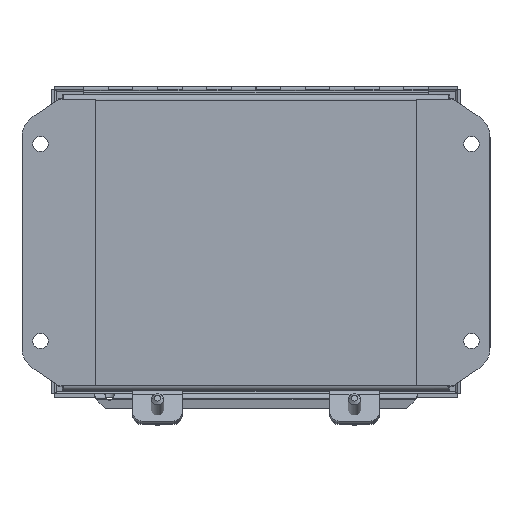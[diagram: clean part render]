
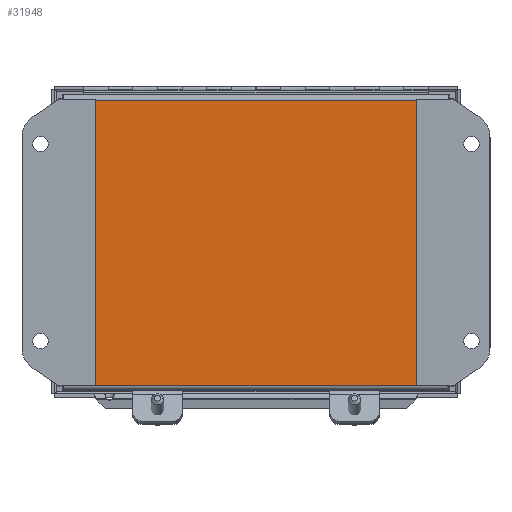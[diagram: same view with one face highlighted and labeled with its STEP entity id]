
A CAD part, left-side view. The second image highlights one B-rep face of the part: STEP entity #31948.
In plain terms, the highlighted face is planar.
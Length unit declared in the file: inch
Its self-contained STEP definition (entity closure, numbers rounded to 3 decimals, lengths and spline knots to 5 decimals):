
#1700 = VECTOR ( 'NONE', #8735, 39.37008 ) ;
#3823 = FACE_OUTER_BOUND ( 'NONE', #17027, .T. ) ;
#4337 = EDGE_CURVE ( 'NONE', #34697, #33708, #11343, .T. ) ;
#4929 = CARTESIAN_POINT ( 'NONE',  ( -2.892, 0., -3.892 ) ) ;
#5743 = VECTOR ( 'NONE', #15728, 39.37008 ) ;
#5933 = ORIENTED_EDGE ( 'NONE', *, *, #10219, .F. ) ;
#5997 = DIRECTION ( 'NONE',  ( 1., 0., 0. ) ) ;
#7257 = VERTEX_POINT ( 'NONE', #7629 ) ;
#7629 = CARTESIAN_POINT ( 'NONE',  ( -2.892, 0., 3.892 ) ) ;
#8735 = DIRECTION ( 'NONE',  ( 0., 0., 1. ) ) ;
#8877 = PLANE ( 'NONE',  #28057 ) ;
#9701 = CARTESIAN_POINT ( 'NONE',  ( -3., 0., 3.892 ) ) ;
#9904 = LINE ( 'NONE', #13420, #20428 ) ;
#10219 = EDGE_CURVE ( 'NONE', #18342, #34697, #17156, .T. ) ;
#11343 = LINE ( 'NONE', #28812, #1700 ) ;
#11796 = CARTESIAN_POINT ( 'NONE',  ( -3., 0., -3.892 ) ) ;
#13420 = CARTESIAN_POINT ( 'NONE',  ( -2.892, 0., -4. ) ) ;
#15728 = DIRECTION ( 'NONE',  ( -1., 0., 0. ) ) ;
#17027 = EDGE_LOOP ( 'NONE', ( #5933, #35470, #29248, #32175 ) ) ;
#17156 = LINE ( 'NONE', #11796, #29035 ) ;
#17680 = CARTESIAN_POINT ( 'NONE',  ( 2.892, 0., -3.892 ) ) ;
#18342 = VERTEX_POINT ( 'NONE', #4929 ) ;
#18348 = CARTESIAN_POINT ( 'NONE',  ( 2.892, 0., 3.892 ) ) ;
#20428 = VECTOR ( 'NONE', #37037, 39.37008 ) ;
#20882 = LINE ( 'NONE', #9701, #5743 ) ;
#23311 = CARTESIAN_POINT ( 'NONE',  ( -3., 0., -4. ) ) ;
#23473 = EDGE_CURVE ( 'NONE', #33708, #7257, #20882, .T. ) ;
#28057 = AXIS2_PLACEMENT_3D ( 'NONE', #23311, #34872, #37747 ) ;
#28812 = CARTESIAN_POINT ( 'NONE',  ( 2.892, 0., -4. ) ) ;
#29035 = VECTOR ( 'NONE', #5997, 39.37008 ) ;
#29248 = ORIENTED_EDGE ( 'NONE', *, *, #23473, .F. ) ;
#31948 = ADVANCED_FACE ( 'NONE', ( #3823 ), #8877, .F. ) ;
#32175 = ORIENTED_EDGE ( 'NONE', *, *, #4337, .F. ) ;
#33708 = VERTEX_POINT ( 'NONE', #18348 ) ;
#34697 = VERTEX_POINT ( 'NONE', #17680 ) ;
#34872 = DIRECTION ( 'NONE',  ( 0., -1., 0. ) ) ;
#35470 = ORIENTED_EDGE ( 'NONE', *, *, #35474, .F. ) ;
#35474 = EDGE_CURVE ( 'NONE', #7257, #18342, #9904, .T. ) ;
#37037 = DIRECTION ( 'NONE',  ( 0., 0., -1. ) ) ;
#37747 = DIRECTION ( 'NONE',  ( 0., 0., -1. ) ) ;
